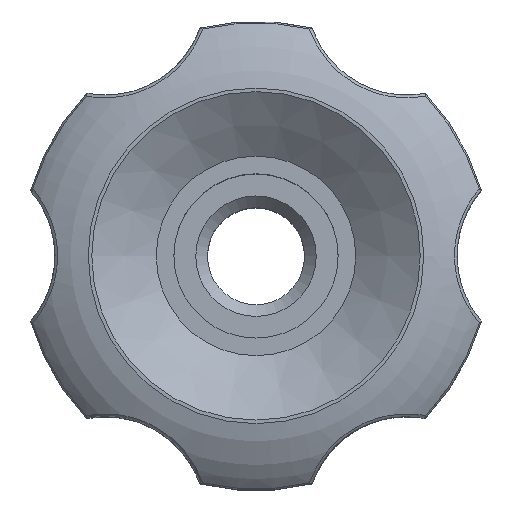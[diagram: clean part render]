
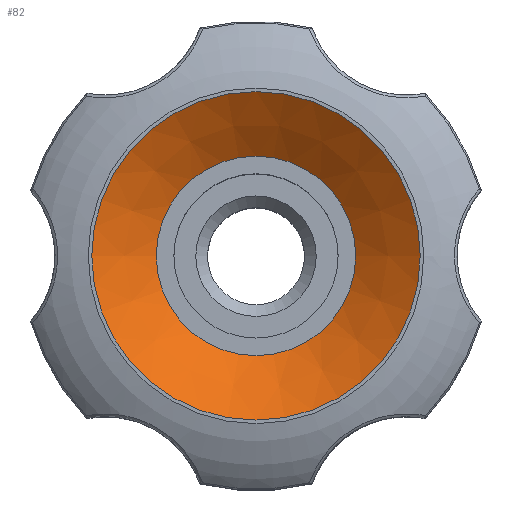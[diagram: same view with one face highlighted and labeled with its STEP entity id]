
A CAD part, top view. The second image highlights one B-rep face of the part: STEP entity #82.
In plain terms, the highlighted conical face has half-angle 55.359 degrees and reference radius 7 mm.
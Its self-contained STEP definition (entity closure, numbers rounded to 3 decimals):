
#82 = ADVANCED_FACE( '', ( #209, #210 ), #211, .F. );
#209 = FACE_BOUND( '', #396, .T. );
#210 = FACE_OUTER_BOUND( '', #397, .T. );
#211 = CONICAL_SURFACE( '', #398, 7., 0.966 );
#396 = EDGE_LOOP( '', ( #3011 ) );
#397 = EDGE_LOOP( '', ( #3012 ) );
#398 = AXIS2_PLACEMENT_3D( '', #3013, #3014, #3015 );
#3011 = ORIENTED_EDGE( '', *, *, #3435, .F. );
#3012 = ORIENTED_EDGE( '', *, *, #3436, .T. );
#3013 = CARTESIAN_POINT( '', ( 0., 0., 20. ) );
#3014 = DIRECTION( '', ( 0., 0., 1. ) );
#3015 = DIRECTION( '', ( 1., 0., 0. ) );
#3435 = EDGE_CURVE( '', #3622, #3622, #3623, .T. );
#3436 = EDGE_CURVE( '', #3624, #3624, #3625, .T. );
#3622 = VERTEX_POINT( '', #4041 );
#3623 = CIRCLE( '', #4042, 4.25 );
#3624 = VERTEX_POINT( '', #4043 );
#3625 = CIRCLE( '', #4044, 7. );
#4041 = CARTESIAN_POINT( '', ( 4.25, 0., 18.1 ) );
#4042 = AXIS2_PLACEMENT_3D( '', #6189, #6190, #6191 );
#4043 = CARTESIAN_POINT( '', ( 7., 0., 20. ) );
#4044 = AXIS2_PLACEMENT_3D( '', #6192, #6193, #6194 );
#6189 = CARTESIAN_POINT( '', ( 0., 0., 18.1 ) );
#6190 = DIRECTION( '', ( 0., 0., 1. ) );
#6191 = DIRECTION( '', ( 1., 0., 0. ) );
#6192 = CARTESIAN_POINT( '', ( 0., 0., 20. ) );
#6193 = DIRECTION( '', ( 0., 0., 1. ) );
#6194 = DIRECTION( '', ( 1., 0., 0. ) );
